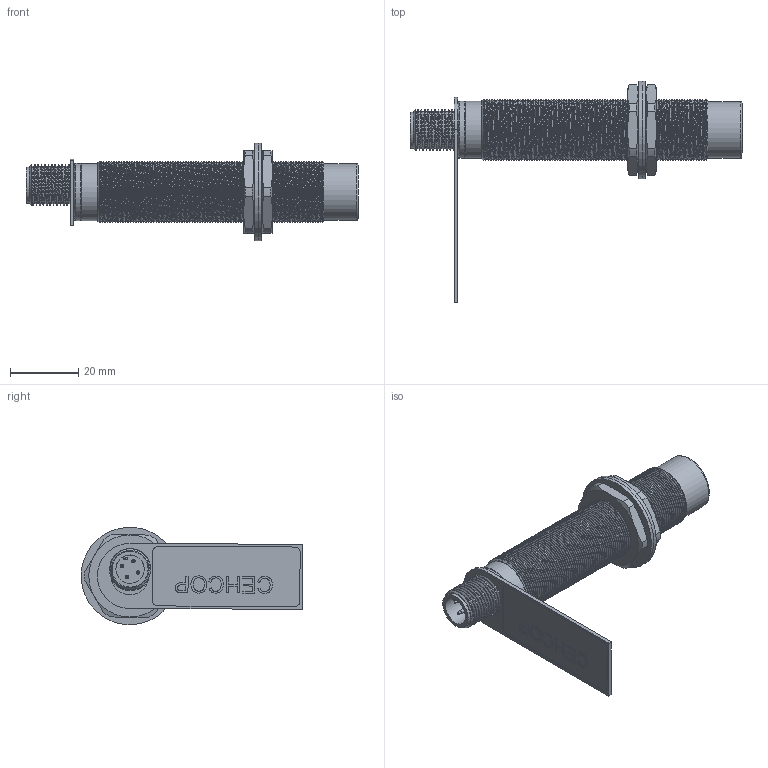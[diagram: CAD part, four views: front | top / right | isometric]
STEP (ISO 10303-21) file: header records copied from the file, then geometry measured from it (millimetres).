
FILE_DESCRIPTION(/* description */ ('Unknown'),/* implementation_level */ '2;1');
FILE_NAME(/* name */ '_VBI_M18-86R',/* time_stamp */ '2022-04-25T11:50:03+05:00',/* author */ ('Unknown'),/* organization */ ('Unknown'),/* preprocessor_version */ 'ST-DEVELOPER v16.7',/* originating_system */ 'Solid Edge',/* authorisation */ 'Unknown');
FILE_SCHEMA (('AUTOMOTIVE_DESIGN {1 0 10303 214 3 1 1}'));
Products named in the file (21): ﾂﾁﾈ-ﾌ18-76(86)ﾐ-2ﾕﾕﾕ..; À0.199 Êîðïóñ; 砎鍒鍱; Á0.144 Êðûøêà ; 10.010.100; Êîðïóñ âèëêè äëÿ 10.010.100; Ý0.001 (äëÿ ñáîðêè); L-34ID êðàñíûé íîæêè 6 ìì; 11.429.000-01 ﾂﾁﾈ-ﾌ18-56ﾂ-ﾕ113-ﾑ; Ä1.009 Äåðæàòåëü (Ì18-öàíãà-2); 11.684.000 ﾂﾁﾈ-ﾌ18-46ﾕ-ﾕ1113-ﾑ.51; 11.386.101 êàòóøêà èíäóêòèâíîñòè; À4.014 Êàðêàñ êàòóøêè; ×àøêà ×14; Ã1.003 Êîëïà÷îê; Ð0.006 ßðëûê; Êîëüöî 13,0õ1,0 (013-015-10); Êîëüöî 006-008-14-2-2 (äëÿ ÷åðòåæà); Ê1.004 Ãàéêà Ì18õ1; ﾊ2.001 ﾘ琺矜 ⅰⅱ浯; Ýòèêåòêà (Ð)
Assembly tree (28 placements, depth 4):
  ﾂﾁﾈ-ﾌ18-76(86)ﾐ-2ﾕﾕﾕ..
    À0.199 Êîðïóñ
    砎鍒鍱  x4
    Á0.144 Êðûøêà 
    10.010.100
      Êîðïóñ âèëêè äëÿ 10.010.100
      Ý0.001 (äëÿ ñáîðêè)  x4
    L-34ID êðàñíûé íîæêè 6 ìì
    11.429.000-01 ﾂﾁﾈ-ﾌ18-56ﾂ-ﾕ113-ﾑ
      Ä1.009 Äåðæàòåëü (Ì18-öàíãà-2)
      11.684.000 ﾂﾁﾈ-ﾌ18-46ﾕ-ﾕ1113-ﾑ.51
      11.386.101 êàòóøêà èíäóêòèâíîñòè
        À4.014 Êàðêàñ êàòóøêè
        ×àøêà ×14
      Ã1.003 Êîëïà÷îê
    Ð0.006 ßðëûê
    Êîëüöî 13,0õ1,0 (013-015-10)
    Êîëüöî 006-008-14-2-2 (äëÿ ÷åðòåæà)
    Ê1.004 Ãàéêà Ì18õ1  x2
    ﾊ2.001 ﾘ琺矜 ⅰⅱ浯  x2
    Ýòèêåòêà (Ð)
Bounding box: 97 x 64.78 x 28.47 mm (x, y, z)
Volume: 9890.5 mm3; surface area: 25927.8 mm2
Topology: 25 solids, 25 shells, 715 faces, 1850 edges, 1243 vertices
Faces by surface type: plane 273, cylinder 215, bspline 157, cone 56, torus 12, sphere 2
Full cylindrical faces by diameter (mm): 0.1 x4, 0.5 x1, 1 x24, 1.2 x4, 1.385 x2, 1.4 x17, 1.416 x1, 1.5 x1, 3 x2, 3.1 x1, 6 x1, 6.1 x1, 7.1 x1, 7.5 x1, 8.2 x1, 8.3 x1, 9.5 x2, 9.6 x1, 10.5 x1, 11 x1, 11.6 x1, 12 x12, 12.6 x1, 13.6 x1, 14.5 x1, 15.1 x3, 15.2 x1, 15.3 x1, 15.38 x1, 15.5 x1
Entity records: 38501 total; most frequent: CARTESIAN_POINT 26620, ORIENTED_EDGE 2324, DIRECTION 2009, EDGE_CURVE 1162, VERTEX_POINT 829, AXIS2_PLACEMENT_3D 769, FACE_BOUND 675, EDGE_LOOP 672
